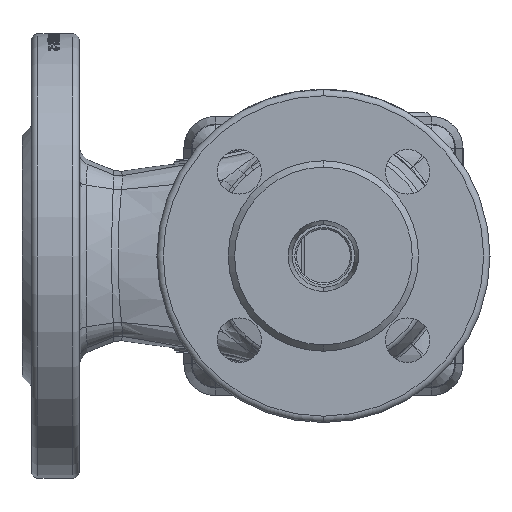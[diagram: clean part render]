
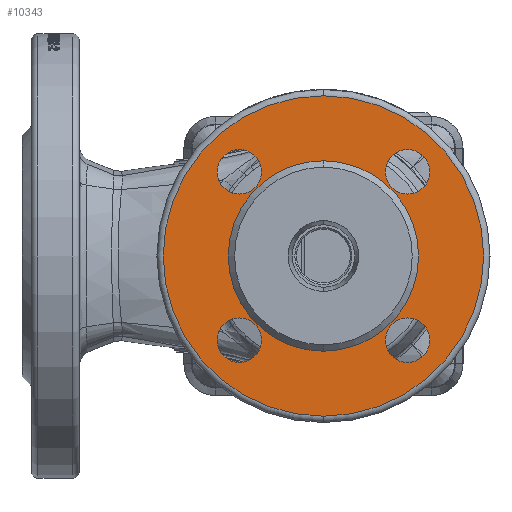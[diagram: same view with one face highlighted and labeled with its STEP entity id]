
A CAD part, front view. The second image highlights one B-rep face of the part: STEP entity #10343.
In plain terms, the highlighted planar face has unit normal (0, -1, 0).
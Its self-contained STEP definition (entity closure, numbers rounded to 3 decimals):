
#4799 = ORIENTED_EDGE ( 'NONE', *, *, #44072, .F. ) ;
#8520 = CARTESIAN_POINT ( 'NONE',  ( 26.517, -83., 26.517 ) ) ;
#9274 = CIRCLE ( 'NONE', #15190, 7. ) ;
#10225 = AXIS2_PLACEMENT_3D ( 'NONE', #177223, #134061, #25135 ) ;
#10343 = ADVANCED_FACE ( 'NONE', ( #34775, #99748, #84588, #169195, #177922, #123491 ), #81887, .T. ) ;
#10942 = DIRECTION ( 'NONE',  ( 0., 0., -1. ) ) ;
#11007 = AXIS2_PLACEMENT_3D ( 'NONE', #30583, #83836, #58358 ) ;
#12228 = CARTESIAN_POINT ( 'NONE',  ( 0., -83., -50.5 ) ) ;
#12716 = DIRECTION ( 'NONE',  ( 0., -1., 0. ) ) ;
#13661 = CARTESIAN_POINT ( 'NONE',  ( 26.517, -83., 19.517 ) ) ;
#15190 = AXIS2_PLACEMENT_3D ( 'NONE', #8520, #161058, #92578 ) ;
#15206 = VERTEX_POINT ( 'NONE', #94708 ) ;
#18835 = DIRECTION ( 'NONE',  ( 0., 0., -1. ) ) ;
#20492 = EDGE_CURVE ( 'NONE', #128638, #102675, #45685, .T. ) ;
#21164 = VERTEX_POINT ( 'NONE', #134682 ) ;
#21949 = VERTEX_POINT ( 'NONE', #54027 ) ;
#23666 = DIRECTION ( 'NONE',  ( 0., 0., 1. ) ) ;
#25135 = DIRECTION ( 'NONE',  ( 0., 0., -1. ) ) ;
#26870 = DIRECTION ( 'NONE',  ( 0., 0., 1. ) ) ;
#30583 = CARTESIAN_POINT ( 'NONE',  ( -26.517, -83., -26.517 ) ) ;
#31499 = VERTEX_POINT ( 'NONE', #49166 ) ;
#31500 = ORIENTED_EDGE ( 'NONE', *, *, #78618, .F. ) ;
#32041 = DIRECTION ( 'NONE',  ( 0., -1., 0. ) ) ;
#34775 = FACE_BOUND ( 'NONE', #49089, .T. ) ;
#35082 = CARTESIAN_POINT ( 'NONE',  ( -26.517, -83., 26.517 ) ) ;
#36410 = EDGE_CURVE ( 'NONE', #15206, #55659, #39916, .T. ) ;
#38086 = CARTESIAN_POINT ( 'NONE',  ( 0., -83., 0. ) ) ;
#38748 = VERTEX_POINT ( 'NONE', #51917 ) ;
#38815 = CARTESIAN_POINT ( 'NONE',  ( 0., -83., 0. ) ) ;
#39140 = EDGE_LOOP ( 'NONE', ( #129947, #39964 ) ) ;
#39916 = CIRCLE ( 'NONE', #99306, 50.5 ) ;
#39964 = ORIENTED_EDGE ( 'NONE', *, *, #20492, .F. ) ;
#44072 = EDGE_CURVE ( 'NONE', #21164, #21949, #123847, .T. ) ;
#44750 = AXIS2_PLACEMENT_3D ( 'NONE', #35082, #49517, #146507 ) ;
#45685 = CIRCLE ( 'NONE', #159796, 7. ) ;
#46221 = DIRECTION ( 'NONE',  ( 0., -1., 0. ) ) ;
#47684 = EDGE_CURVE ( 'NONE', #21949, #21164, #172235, .T. ) ;
#47968 = CARTESIAN_POINT ( 'NONE',  ( 26.517, -83., -26.517 ) ) ;
#48576 = CIRCLE ( 'NONE', #54416, 7. ) ;
#49089 = EDGE_LOOP ( 'NONE', ( #107130, #31500 ) ) ;
#49166 = CARTESIAN_POINT ( 'NONE',  ( 26.517, -83., -19.517 ) ) ;
#49517 = DIRECTION ( 'NONE',  ( 0., -1., 0. ) ) ;
#50369 = EDGE_CURVE ( 'NONE', #55659, #15206, #73157, .T. ) ;
#51576 = VERTEX_POINT ( 'NONE', #55286 ) ;
#51917 = CARTESIAN_POINT ( 'NONE',  ( -26.517, -83., 33.517 ) ) ;
#54027 = CARTESIAN_POINT ( 'NONE',  ( -26.517, -83., -33.517 ) ) ;
#54416 = AXIS2_PLACEMENT_3D ( 'NONE', #58633, #169619, #128314 ) ;
#55010 = EDGE_CURVE ( 'NONE', #31499, #51576, #162455, .T. ) ;
#55286 = CARTESIAN_POINT ( 'NONE',  ( 26.517, -83., -33.517 ) ) ;
#55659 = VERTEX_POINT ( 'NONE', #12228 ) ;
#58358 = DIRECTION ( 'NONE',  ( 0., 0., -1. ) ) ;
#58633 = CARTESIAN_POINT ( 'NONE',  ( -26.517, -83., 26.517 ) ) ;
#63938 = AXIS2_PLACEMENT_3D ( 'NONE', #38086, #175719, #23666 ) ;
#65413 = DIRECTION ( 'NONE',  ( 0., 0., 1. ) ) ;
#67601 = VERTEX_POINT ( 'NONE', #77534 ) ;
#72104 = ORIENTED_EDGE ( 'NONE', *, *, #143613, .T. ) ;
#73157 = CIRCLE ( 'NONE', #63938, 50.5 ) ;
#74603 = ORIENTED_EDGE ( 'NONE', *, *, #47684, .F. ) ;
#77534 = CARTESIAN_POINT ( 'NONE',  ( 0., -83., 30. ) ) ;
#78618 = EDGE_CURVE ( 'NONE', #38748, #88933, #48576, .T. ) ;
#79782 = CARTESIAN_POINT ( 'NONE',  ( 26.517, -83., 33.517 ) ) ;
#81887 = PLANE ( 'NONE',  #177121 ) ;
#83836 = DIRECTION ( 'NONE',  ( 0., -1., 0. ) ) ;
#84588 = FACE_BOUND ( 'NONE', #145619, .T. ) ;
#85203 = CIRCLE ( 'NONE', #44750, 7. ) ;
#85309 = CARTESIAN_POINT ( 'NONE',  ( 26.517, -83., 26.517 ) ) ;
#85962 = CIRCLE ( 'NONE', #100360, 30. ) ;
#88933 = VERTEX_POINT ( 'NONE', #163652 ) ;
#92578 = DIRECTION ( 'NONE',  ( 0., 0., -1. ) ) ;
#94708 = CARTESIAN_POINT ( 'NONE',  ( 0., -83., 50.5 ) ) ;
#97039 = DIRECTION ( 'NONE',  ( 0., 0., -1. ) ) ;
#99306 = AXIS2_PLACEMENT_3D ( 'NONE', #173973, #144880, #160548 ) ;
#99748 = FACE_BOUND ( 'NONE', #156533, .T. ) ;
#100360 = AXIS2_PLACEMENT_3D ( 'NONE', #38815, #135685, #65413 ) ;
#102675 = VERTEX_POINT ( 'NONE', #13661 ) ;
#107083 = ORIENTED_EDGE ( 'NONE', *, *, #143547, .F. ) ;
#107130 = ORIENTED_EDGE ( 'NONE', *, *, #121640, .F. ) ;
#111494 = DIRECTION ( 'NONE',  ( 0., -1., 0. ) ) ;
#114583 = DIRECTION ( 'NONE',  ( 0., 0., -1. ) ) ;
#117958 = ORIENTED_EDGE ( 'NONE', *, *, #158848, .T. ) ;
#121065 = EDGE_LOOP ( 'NONE', ( #161671, #169476 ) ) ;
#121640 = EDGE_CURVE ( 'NONE', #88933, #38748, #85203, .T. ) ;
#123491 = FACE_OUTER_BOUND ( 'NONE', #121065, .T. ) ;
#123847 = CIRCLE ( 'NONE', #11007, 7. ) ;
#124850 = CIRCLE ( 'NONE', #130601, 7. ) ;
#128314 = DIRECTION ( 'NONE',  ( 0., 0., -1. ) ) ;
#128638 = VERTEX_POINT ( 'NONE', #79782 ) ;
#129947 = ORIENTED_EDGE ( 'NONE', *, *, #140797, .F. ) ;
#130601 = AXIS2_PLACEMENT_3D ( 'NONE', #47968, #46221, #114583 ) ;
#133738 = AXIS2_PLACEMENT_3D ( 'NONE', #137605, #178983, #26870 ) ;
#134061 = DIRECTION ( 'NONE',  ( 0., -1., 0. ) ) ;
#134682 = CARTESIAN_POINT ( 'NONE',  ( -26.517, -83., -19.517 ) ) ;
#134964 = CARTESIAN_POINT ( 'NONE',  ( -26.517, -83., -26.517 ) ) ;
#135685 = DIRECTION ( 'NONE',  ( 0., 1., 0. ) ) ;
#137605 = CARTESIAN_POINT ( 'NONE',  ( 0., -83., 0. ) ) ;
#140797 = EDGE_CURVE ( 'NONE', #102675, #128638, #9274, .T. ) ;
#141747 = ORIENTED_EDGE ( 'NONE', *, *, #55010, .F. ) ;
#141752 = CIRCLE ( 'NONE', #133738, 30. ) ;
#143547 = EDGE_CURVE ( 'NONE', #51576, #31499, #124850, .T. ) ;
#143613 = EDGE_CURVE ( 'NONE', #67601, #146755, #85962, .T. ) ;
#144880 = DIRECTION ( 'NONE',  ( 0., 1., 0. ) ) ;
#145619 = EDGE_LOOP ( 'NONE', ( #74603, #4799 ) ) ;
#146507 = DIRECTION ( 'NONE',  ( 0., 0., -1. ) ) ;
#146755 = VERTEX_POINT ( 'NONE', #155930 ) ;
#149587 = EDGE_LOOP ( 'NONE', ( #72104, #117958 ) ) ;
#151814 = AXIS2_PLACEMENT_3D ( 'NONE', #134964, #12716, #10942 ) ;
#155930 = CARTESIAN_POINT ( 'NONE',  ( 0., -83., -30. ) ) ;
#156533 = EDGE_LOOP ( 'NONE', ( #107083, #141747 ) ) ;
#158848 = EDGE_CURVE ( 'NONE', #146755, #67601, #141752, .T. ) ;
#159796 = AXIS2_PLACEMENT_3D ( 'NONE', #85309, #32041, #18835 ) ;
#160548 = DIRECTION ( 'NONE',  ( 0., 0., 1. ) ) ;
#161058 = DIRECTION ( 'NONE',  ( 0., -1., 0. ) ) ;
#161671 = ORIENTED_EDGE ( 'NONE', *, *, #36410, .F. ) ;
#162455 = CIRCLE ( 'NONE', #10225, 7. ) ;
#163652 = CARTESIAN_POINT ( 'NONE',  ( -26.517, -83., 19.517 ) ) ;
#169195 = FACE_BOUND ( 'NONE', #39140, .T. ) ;
#169476 = ORIENTED_EDGE ( 'NONE', *, *, #50369, .F. ) ;
#169619 = DIRECTION ( 'NONE',  ( 0., -1., 0. ) ) ;
#172235 = CIRCLE ( 'NONE', #151814, 7. ) ;
#173973 = CARTESIAN_POINT ( 'NONE',  ( 0., -83., 0. ) ) ;
#175719 = DIRECTION ( 'NONE',  ( 0., 1., 0. ) ) ;
#177121 = AXIS2_PLACEMENT_3D ( 'NONE', #178986, #111494, #97039 ) ;
#177223 = CARTESIAN_POINT ( 'NONE',  ( 26.517, -83., -26.517 ) ) ;
#177922 = FACE_BOUND ( 'NONE', #149587, .T. ) ;
#178983 = DIRECTION ( 'NONE',  ( 0., 1., 0. ) ) ;
#178986 = CARTESIAN_POINT ( 'NONE',  ( -30., -83., 0. ) ) ;
